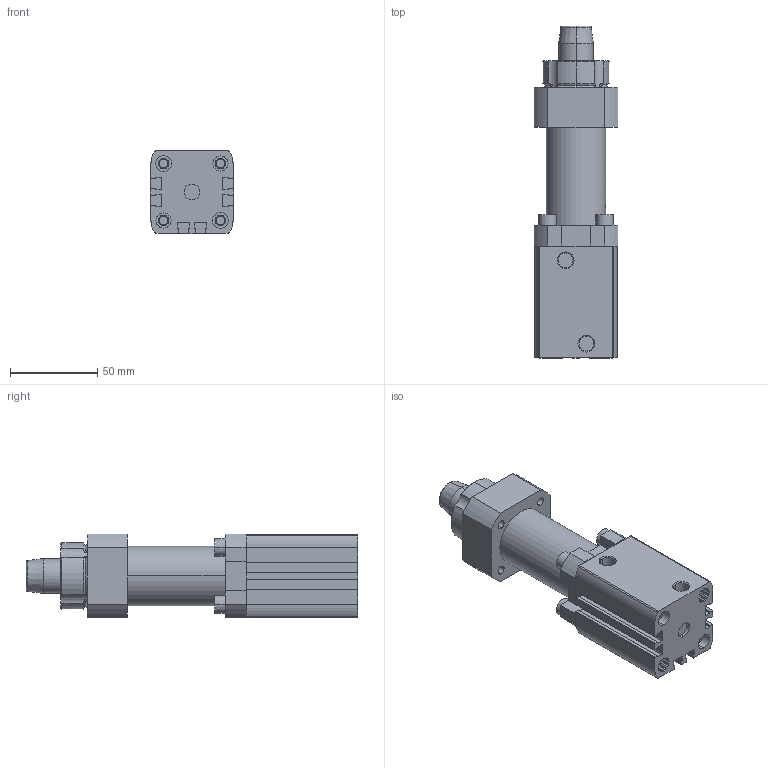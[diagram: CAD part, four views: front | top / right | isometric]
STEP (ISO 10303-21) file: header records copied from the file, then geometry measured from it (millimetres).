
FILE_DESCRIPTION (( 'STEP AP203' ), '1' );
FILE_NAME ('ISE32-1 Indexiereinheit.STEP', '2012-06-06T18:54:40', ( '' ), ( '' ), 'SwSTEP 2.0', 'SolidWorks 2011', '' );
FILE_SCHEMA (( 'CONFIG_CONTROL_DESIGN' ));
Length unit declared in the file: millimetre
Products named in the file (3): ISE32-1 Indexiereinheit; ISE32-1 Bolzen; ISE32-1 Grundkörper
Assembly tree (2 placements, depth 2):
  ISE32-1 Indexiereinheit
    ISE32-1 Bolzen
    ISE32-1 Grundkörper
Bounding box: 48 x 190 x 48 mm (x, y, z)
Volume: 230095.6 mm3; surface area: 59022.9 mm2
Topology: 3 solids, 3 shells, 420 faces, 1152 edges, 759 vertices
Faces by surface type: plane 203, cylinder 176, cone 27, torus 14
Entity records: 13992 total; most frequent: CARTESIAN_POINT 2646, DIRECTION 2379, ORIENTED_EDGE 2304, EDGE_CURVE 1152, AXIS2_PLACEMENT_3D 832, VERTEX_POINT 759, VECTOR 715, LINE 715
